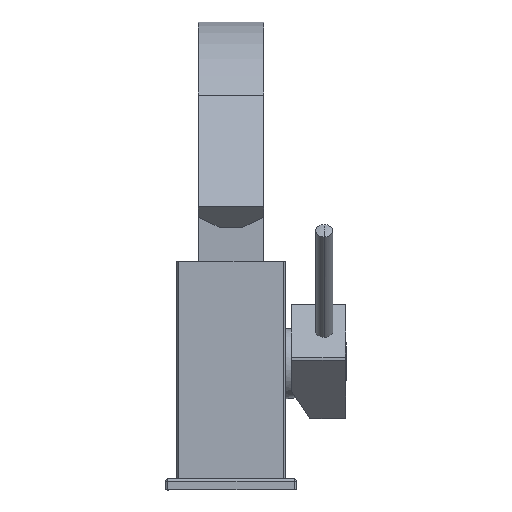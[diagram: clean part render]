
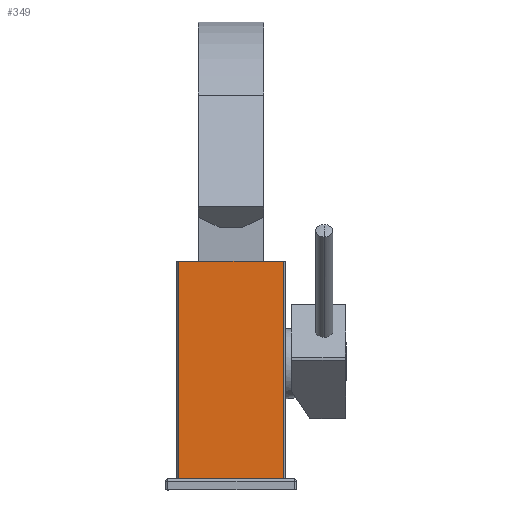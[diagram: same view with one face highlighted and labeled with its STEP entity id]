
A CAD part, top view. The second image highlights one B-rep face of the part: STEP entity #349.
In plain terms, the highlighted planar face has unit normal (0, 0, 1).
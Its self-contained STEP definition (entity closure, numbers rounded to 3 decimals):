
#54=DIRECTION('',(1.,0.,0.));
#55=VECTOR('',#54,48.);
#56=CARTESIAN_POINT('',(-24.,100.,18.));
#57=LINE('',#56,#55);
#114=DIRECTION('',(0.,1.,0.));
#115=VECTOR('',#114,100.);
#116=CARTESIAN_POINT('',(-24.,0.,18.));
#117=LINE('',#116,#115);
#118=DIRECTION('',(0.,1.,0.));
#119=VECTOR('',#118,100.);
#120=CARTESIAN_POINT('',(24.,0.,18.));
#121=LINE('',#120,#119);
#122=DIRECTION('',(-1.,0.,0.));
#123=VECTOR('',#122,48.);
#124=CARTESIAN_POINT('',(24.,0.,18.));
#125=LINE('',#124,#123);
#127=CARTESIAN_POINT('',(-24.,0.,18.));
#129=VERTEX_POINT('',#127);
#130=CARTESIAN_POINT('',(24.,0.,18.));
#132=VERTEX_POINT('',#130);
#143=CARTESIAN_POINT('',(-24.,100.,18.));
#145=VERTEX_POINT('',#143);
#146=CARTESIAN_POINT('',(24.,100.,18.));
#148=VERTEX_POINT('',#146);
#337=CARTESIAN_POINT('',(-25.,0.,18.));
#338=DIRECTION('',(0.,0.,1.));
#339=DIRECTION('',(1.,0.,0.));
#340=AXIS2_PLACEMENT_3D('',#337,#338,#339);
#341=PLANE('',#340);
#342=ORIENTED_EDGE('',*,*,#197,.T.);
#343=ORIENTED_EDGE('',*,*,#177,.T.);
#344=ORIENTED_EDGE('',*,*,#216,.F.);
#346=ORIENTED_EDGE('',*,*,#345,.T.);
#347=EDGE_LOOP('',(#342,#343,#344,#346));
#348=FACE_OUTER_BOUND('',#347,.F.);
#349=ADVANCED_FACE('',(#348),#341,.T.);
#177=EDGE_CURVE('',#145,#148,#57,.T.);
#197=EDGE_CURVE('',#129,#145,#117,.T.);
#216=EDGE_CURVE('',#132,#148,#121,.T.);
#345=EDGE_CURVE('',#132,#129,#125,.T.);
